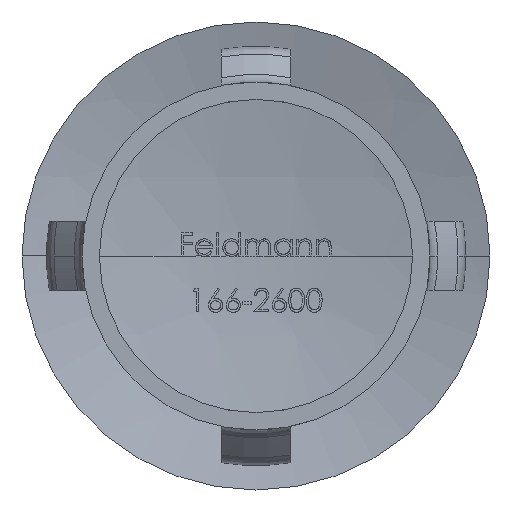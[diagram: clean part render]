
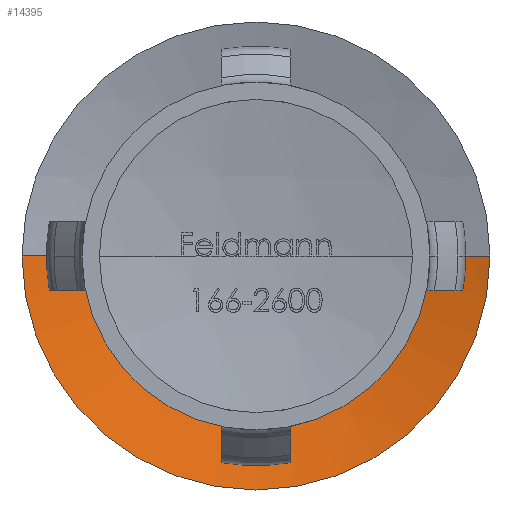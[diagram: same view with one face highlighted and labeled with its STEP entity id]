
A CAD part, front view. The second image highlights one B-rep face of the part: STEP entity #14395.
In plain terms, the highlighted spherical face has radius 47.5 mm.
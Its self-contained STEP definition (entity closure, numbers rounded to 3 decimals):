
#40 = SPHERICAL_SURFACE ( 'NONE', #985, 47.5 ) ;
#754 = AXIS2_PLACEMENT_3D ( 'NONE', #12024, #8768, #3074 ) ;
#879 = DIRECTION ( 'NONE',  ( 1., 0., 0. ) ) ;
#985 = AXIS2_PLACEMENT_3D ( 'NONE', #6179, #14158, #8340 ) ;
#2671 = ORIENTED_EDGE ( 'NONE', *, *, #6732, .F. ) ;
#2808 = CARTESIAN_POINT ( 'NONE',  ( 0., -22., 0. ) ) ;
#2907 = AXIS2_PLACEMENT_3D ( 'NONE', #6344, #9814, #879 ) ;
#3074 = DIRECTION ( 'NONE',  ( 1., 0., 0. ) ) ;
#3114 = CIRCLE ( 'NONE', #7711, 47.5 ) ;
#3279 = CARTESIAN_POINT ( 'NONE',  ( 0., -22., 0. ) ) ;
#4020 = DIRECTION ( 'NONE',  ( -1., 0., 0. ) ) ;
#4093 = ORIENTED_EDGE ( 'NONE', *, *, #5497, .T. ) ;
#4412 = DIRECTION ( 'NONE',  ( 0., 0., 1. ) ) ;
#5166 = CARTESIAN_POINT ( 'NONE',  ( -13.45, 23.556, 0. ) ) ;
#5497 = EDGE_CURVE ( 'NONE', #5605, #10056, #3114, .T. ) ;
#5605 = VERTEX_POINT ( 'NONE', #12672 ) ;
#5708 = EDGE_CURVE ( 'NONE', #10056, #8650, #13696, .T. ) ;
#6179 = CARTESIAN_POINT ( 'NONE',  ( 0., -22., 0. ) ) ;
#6344 = CARTESIAN_POINT ( 'NONE',  ( 0., 24.435, 0. ) ) ;
#6542 = EDGE_LOOP ( 'NONE', ( #2671, #4093, #12806, #9381 ) ) ;
#6732 = EDGE_CURVE ( 'NONE', #5605, #8805, #13497, .T. ) ;
#6770 = DIRECTION ( 'NONE',  ( 1., 0., 0. ) ) ;
#7580 = FACE_OUTER_BOUND ( 'NONE', #6542, .T. ) ;
#7607 = CARTESIAN_POINT ( 'NONE',  ( 10., 24.435, 0. ) ) ;
#7711 = AXIS2_PLACEMENT_3D ( 'NONE', #3279, #4412, #6770 ) ;
#7846 = EDGE_CURVE ( 'NONE', #8805, #8650, #10299, .T. ) ;
#8206 = CARTESIAN_POINT ( 'NONE',  ( 13.45, 23.556, 0. ) ) ;
#8340 = DIRECTION ( 'NONE',  ( 1., 0., 0. ) ) ;
#8650 = VERTEX_POINT ( 'NONE', #8206 ) ;
#8768 = DIRECTION ( 'NONE',  ( 0., -1., 0. ) ) ;
#8805 = VERTEX_POINT ( 'NONE', #7607 ) ;
#9381 = ORIENTED_EDGE ( 'NONE', *, *, #7846, .F. ) ;
#9599 = DIRECTION ( 'NONE',  ( 0., 0., -1. ) ) ;
#9814 = DIRECTION ( 'NONE',  ( 0., -1., 0. ) ) ;
#10056 = VERTEX_POINT ( 'NONE', #5166 ) ;
#10299 = CIRCLE ( 'NONE', #10841, 47.5 ) ;
#10841 = AXIS2_PLACEMENT_3D ( 'NONE', #2808, #9599, #4020 ) ;
#12024 = CARTESIAN_POINT ( 'NONE',  ( 0., 23.556, 0. ) ) ;
#12672 = CARTESIAN_POINT ( 'NONE',  ( -10., 24.435, 0. ) ) ;
#12806 = ORIENTED_EDGE ( 'NONE', *, *, #5708, .T. ) ;
#13497 = CIRCLE ( 'NONE', #2907, 10. ) ;
#13696 = CIRCLE ( 'NONE', #754, 13.45 ) ;
#14158 = DIRECTION ( 'NONE',  ( 0., 0., 1. ) ) ;
#14395 = ADVANCED_FACE ( 'NONE', ( #7580 ), #40, .F. ) ;
